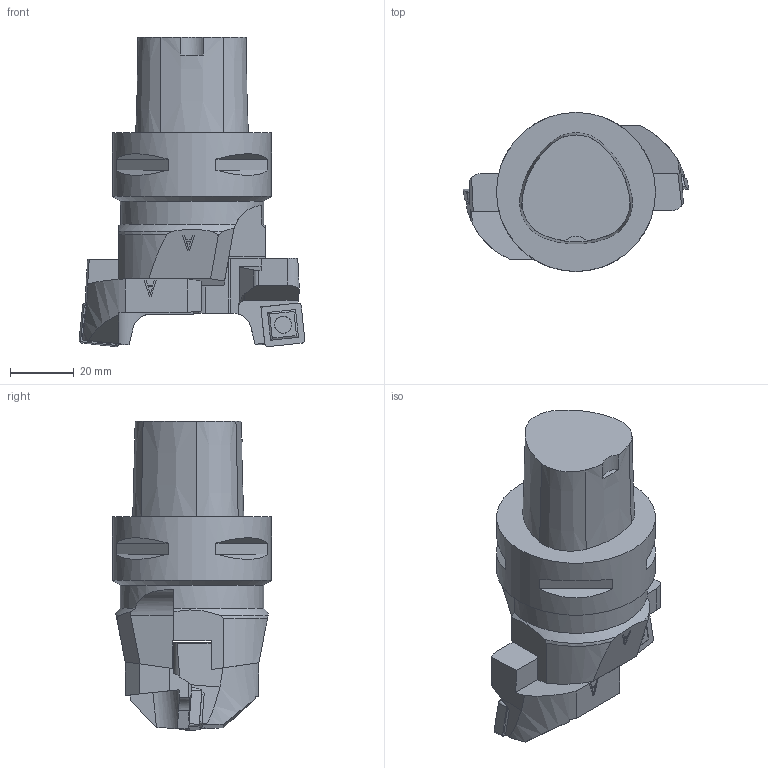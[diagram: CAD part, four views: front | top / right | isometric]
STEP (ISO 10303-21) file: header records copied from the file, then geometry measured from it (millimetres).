
FILE_DESCRIPTION(/* description */ (''),/* implementation_level */ '2;1');
FILE_NAME(/* name */ '1566825017016.stp',/* time_stamp */ '2019-08-26T15:10:23+02:00',/* author */ (''),/* organization */ ('SMS'),/* preprocessor_version */ 'ST-DEVELOPER v16.7',/* originating_system */ 'SIEMENS PLM Software NX 12.0',/* authorisation */ '');
FILE_SCHEMA (('AUTOMOTIVE_DESIGN { 1 0 10303 214 3 1 1 1 }'));
Length unit declared in the file: millimetre
Products named in the file (10): ASSEMBLY_CONSTRUCTION; 201030137mod000_00; 201012610mod000_00; 201030071mod000_00; 200953337mod000_01; 201030148mod000_01; 201030094mod000_01; 201089711mod000_01
Assembly tree (10 placements, depth 3):
  201089711mod000_01
    201030094mod000_01
      201030071mod000_00
      201012610mod000_00
      ASSEMBLY_CONSTRUCTION
    201030148mod000_01
      201030137mod000_00
      201012610mod000_00
      ASSEMBLY_CONSTRUCTION
    200953337mod000_01
    ASSEMBLY_CONSTRUCTION
Bounding box: 70.95 x 50 x 97.21 mm (x, y, z)
Volume: 123095.2 mm3; surface area: 23242.2 mm2
Topology: 5 solids, 5 shells, 271 faces, 723 edges, 505 vertices
Faces by surface type: plane 178, cone 34, cylinder 25, extrusion 18, torus 16
Full cylindrical faces by diameter (mm): 4 x4, 45 x1, 50 x1
Entity records: 8859 total; most frequent: CARTESIAN_POINT 2118, ORIENTED_EDGE 1228, DIRECTION 1117, EDGE_CURVE 614, VERTEX_POINT 433, AXIS2_PLACEMENT_3D 374, VECTOR 369, LINE 351
